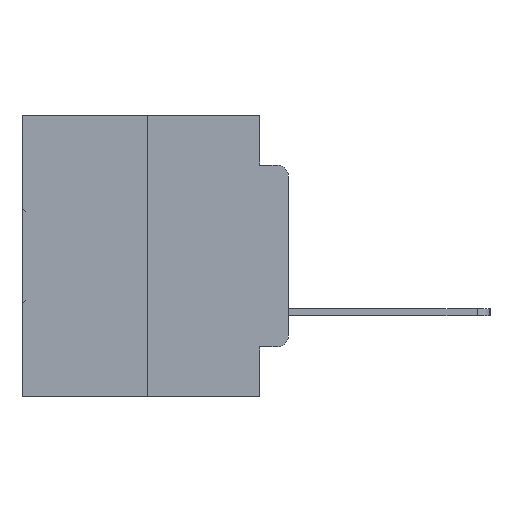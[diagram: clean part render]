
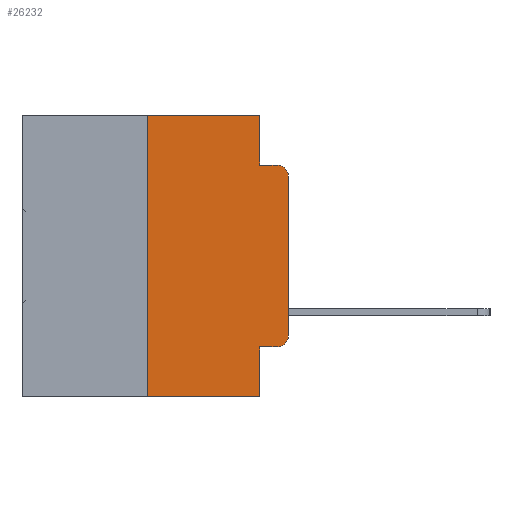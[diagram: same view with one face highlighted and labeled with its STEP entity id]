
A CAD part, left-side view. The second image highlights one B-rep face of the part: STEP entity #26232.
In plain terms, the highlighted planar face has unit normal (-1, 0, 0).
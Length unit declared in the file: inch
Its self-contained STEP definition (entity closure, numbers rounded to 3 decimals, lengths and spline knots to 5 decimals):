
#91 = VERTEX_POINT ( 'NONE', #8294 ) ;
#156 = ORIENTED_EDGE ( 'NONE', *, *, #29183, .F. ) ;
#276 = CIRCLE ( 'NONE', #996, 0.02 ) ;
#770 = ORIENTED_EDGE ( 'NONE', *, *, #15245, .F. ) ;
#958 = ORIENTED_EDGE ( 'NONE', *, *, #17074, .T. ) ;
#996 = AXIS2_PLACEMENT_3D ( 'NONE', #19361, #4441, #21797 ) ;
#1095 = VERTEX_POINT ( 'NONE', #16328 ) ;
#1101 = CARTESIAN_POINT ( 'NONE',  ( 0., 0.051, -0.4115 ) ) ;
#1604 = CARTESIAN_POINT ( 'NONE',  ( 0., 0.02, -0.4115 ) ) ;
#1646 = ORIENTED_EDGE ( 'NONE', *, *, #28850, .F. ) ;
#2413 = VERTEX_POINT ( 'NONE', #19485 ) ;
#2462 = CARTESIAN_POINT ( 'NONE',  ( 0., 0.051, -0.4115 ) ) ;
#2574 = ORIENTED_EDGE ( 'NONE', *, *, #25630, .F. ) ;
#2943 = ORIENTED_EDGE ( 'NONE', *, *, #16301, .F. ) ;
#3164 = ORIENTED_EDGE ( 'NONE', *, *, #18883, .T. ) ;
#3353 = PLANE ( 'NONE',  #9699 ) ;
#3710 = DIRECTION ( 'NONE',  ( 0., -1., 0. ) ) ;
#4030 = LINE ( 'NONE', #15519, #29475 ) ;
#4408 = LINE ( 'NONE', #12077, #29847 ) ;
#4441 = DIRECTION ( 'NONE',  ( -1., 0., 0. ) ) ;
#5097 = CIRCLE ( 'NONE', #26820, 0.02 ) ;
#5519 = DIRECTION ( 'NONE',  ( 0., 0., 1. ) ) ;
#5543 = VERTEX_POINT ( 'NONE', #22829 ) ;
#5762 = LINE ( 'NONE', #19069, #31860 ) ;
#5765 = ORIENTED_EDGE ( 'NONE', *, *, #18836, .T. ) ;
#7494 = EDGE_CURVE ( 'NONE', #5543, #9946, #276, .T. ) ;
#8035 = VECTOR ( 'NONE', #21573, 39.37008 ) ;
#8294 = CARTESIAN_POINT ( 'NONE',  ( 0., 0.25, 0. ) ) ;
#8542 = CARTESIAN_POINT ( 'NONE',  ( 0., 0.473, -0.5 ) ) ;
#9577 = CARTESIAN_POINT ( 'NONE',  ( 0., 0.02, -0.0885 ) ) ;
#9699 = AXIS2_PLACEMENT_3D ( 'NONE', #13560, #30517, #16010 ) ;
#9793 = CARTESIAN_POINT ( 'NONE',  ( 0., 0.051, -0.5 ) ) ;
#9946 = VERTEX_POINT ( 'NONE', #9577 ) ;
#11026 = VERTEX_POINT ( 'NONE', #30837 ) ;
#11335 = DIRECTION ( 'NONE',  ( -1., 0., 0. ) ) ;
#11630 = DIRECTION ( 'NONE',  ( 0., -1., 0. ) ) ;
#12077 = CARTESIAN_POINT ( 'NONE',  ( 0., 0.051, 0. ) ) ;
#12102 = VECTOR ( 'NONE', #11630, 39.37008 ) ;
#12676 = VECTOR ( 'NONE', #13614, 39.37008 ) ;
#12868 = EDGE_CURVE ( 'NONE', #11026, #5543, #5762, .T. ) ;
#13486 = VERTEX_POINT ( 'NONE', #1604 ) ;
#13523 = EDGE_LOOP ( 'NONE', ( #18781, #18584, #770, #1646, #2574, #2943, #5765, #156, #958, #3164 ) ) ;
#13560 = CARTESIAN_POINT ( 'NONE',  ( 0., 0.473, 0. ) ) ;
#13614 = DIRECTION ( 'NONE',  ( 0., -1., 0. ) ) ;
#13946 = VECTOR ( 'NONE', #23028, 39.37008 ) ;
#14712 = LINE ( 'NONE', #15721, #13946 ) ;
#14916 = VERTEX_POINT ( 'NONE', #2462 ) ;
#15245 = EDGE_CURVE ( 'NONE', #18627, #9946, #23499, .T. ) ;
#15519 = CARTESIAN_POINT ( 'NONE',  ( 0., 0.25, 0. ) ) ;
#15721 = CARTESIAN_POINT ( 'NONE',  ( 0., 0.051, 0. ) ) ;
#16010 = DIRECTION ( 'NONE',  ( 0., 0., -1. ) ) ;
#16301 = EDGE_CURVE ( 'NONE', #1095, #91, #4030, .T. ) ;
#16328 = CARTESIAN_POINT ( 'NONE',  ( 0., 0.25, -0.5 ) ) ;
#17074 = EDGE_CURVE ( 'NONE', #14916, #13486, #20008, .T. ) ;
#18584 = ORIENTED_EDGE ( 'NONE', *, *, #7494, .T. ) ;
#18627 = VERTEX_POINT ( 'NONE', #20087 ) ;
#18781 = ORIENTED_EDGE ( 'NONE', *, *, #12868, .T. ) ;
#18836 = EDGE_CURVE ( 'NONE', #1095, #29835, #19130, .T. ) ;
#18883 = EDGE_CURVE ( 'NONE', #13486, #11026, #5097, .T. ) ;
#19069 = CARTESIAN_POINT ( 'NONE',  ( 0., 0., 0. ) ) ;
#19130 = LINE ( 'NONE', #8542, #12676 ) ;
#19361 = CARTESIAN_POINT ( 'NONE',  ( 0., 0.02, -0.1085 ) ) ;
#19485 = CARTESIAN_POINT ( 'NONE',  ( 0., 0.051, 0. ) ) ;
#20008 = LINE ( 'NONE', #1101, #24954 ) ;
#20087 = CARTESIAN_POINT ( 'NONE',  ( 0., 0.051, -0.0885 ) ) ;
#21573 = DIRECTION ( 'NONE',  ( 0., -1., 0. ) ) ;
#21797 = DIRECTION ( 'NONE',  ( 0., 0., -1. ) ) ;
#21942 = DIRECTION ( 'NONE',  ( 0., 0., -1. ) ) ;
#22829 = CARTESIAN_POINT ( 'NONE',  ( 0., 0., -0.1085 ) ) ;
#23028 = DIRECTION ( 'NONE',  ( 0., 0., -1. ) ) ;
#23499 = LINE ( 'NONE', #23755, #12102 ) ;
#23755 = CARTESIAN_POINT ( 'NONE',  ( 0., 0.051, -0.0885 ) ) ;
#23848 = DIRECTION ( 'NONE',  ( 0., 0., 1. ) ) ;
#24954 = VECTOR ( 'NONE', #3710, 39.37008 ) ;
#25630 = EDGE_CURVE ( 'NONE', #91, #2413, #28356, .T. ) ;
#25904 = CARTESIAN_POINT ( 'NONE',  ( 0., 0.02, -0.3915 ) ) ;
#26232 = ADVANCED_FACE ( 'NONE', ( #28683 ), #3353, .F. ) ;
#26474 = CARTESIAN_POINT ( 'NONE',  ( 0., 0.473, 0. ) ) ;
#26820 = AXIS2_PLACEMENT_3D ( 'NONE', #25904, #11335, #28337 ) ;
#28337 = DIRECTION ( 'NONE',  ( 0., 0., -1. ) ) ;
#28356 = LINE ( 'NONE', #26474, #8035 ) ;
#28683 = FACE_OUTER_BOUND ( 'NONE', #13523, .T. ) ;
#28850 = EDGE_CURVE ( 'NONE', #2413, #18627, #14712, .T. ) ;
#29183 = EDGE_CURVE ( 'NONE', #14916, #29835, #4408, .T. ) ;
#29475 = VECTOR ( 'NONE', #5519, 39.37008 ) ;
#29835 = VERTEX_POINT ( 'NONE', #9793 ) ;
#29847 = VECTOR ( 'NONE', #21942, 39.37008 ) ;
#30517 = DIRECTION ( 'NONE',  ( 1., 0., 0. ) ) ;
#30837 = CARTESIAN_POINT ( 'NONE',  ( 0., 0., -0.3915 ) ) ;
#31860 = VECTOR ( 'NONE', #23848, 39.37008 ) ;
